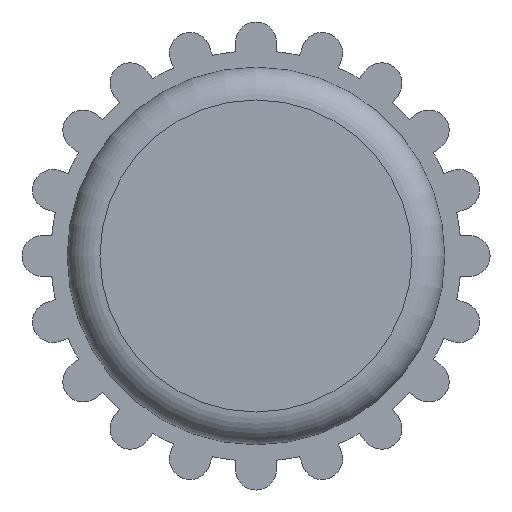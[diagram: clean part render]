
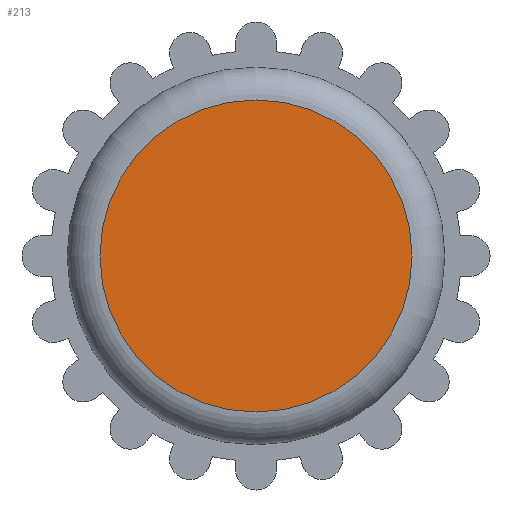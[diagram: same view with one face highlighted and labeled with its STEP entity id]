
A CAD part, front view. The second image highlights one B-rep face of the part: STEP entity #213.
In plain terms, the highlighted planar face has unit normal (0, -1, 0).
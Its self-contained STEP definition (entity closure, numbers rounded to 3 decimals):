
#213 = ADVANCED_FACE( '', ( #456 ), #457, .F. );
#456 = FACE_OUTER_BOUND( '', #729, .T. );
#457 = PLANE( '', #730 );
#729 = EDGE_LOOP( '', ( #1245 ) );
#730 = AXIS2_PLACEMENT_3D( '', #1246, #1247, #1248 );
#1245 = ORIENTED_EDGE( '', *, *, #1735, .T. );
#1246 = CARTESIAN_POINT( '', ( 9.5, 0., 0. ) );
#1247 = DIRECTION( '', ( 0., 1., 0. ) );
#1248 = DIRECTION( '', ( 0., 0., 1. ) );
#1735 = EDGE_CURVE( '', #2110, #2110, #2111, .T. );
#2110 = VERTEX_POINT( '', #2644 );
#2111 = CIRCLE( '', #2645, 9.5 );
#2644 = CARTESIAN_POINT( '', ( 0., 0., -9.5 ) );
#2645 = AXIS2_PLACEMENT_3D( '', #3223, #3224, #3225 );
#3223 = CARTESIAN_POINT( '', ( 0., 0., 0. ) );
#3224 = DIRECTION( '', ( 0., -1., 0. ) );
#3225 = DIRECTION( '', ( 0., 0., -1. ) );
